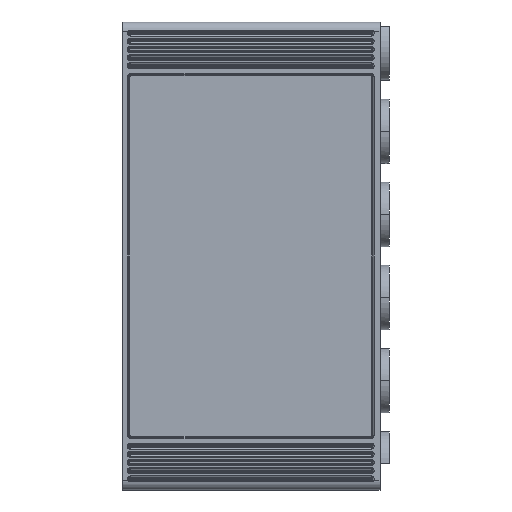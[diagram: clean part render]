
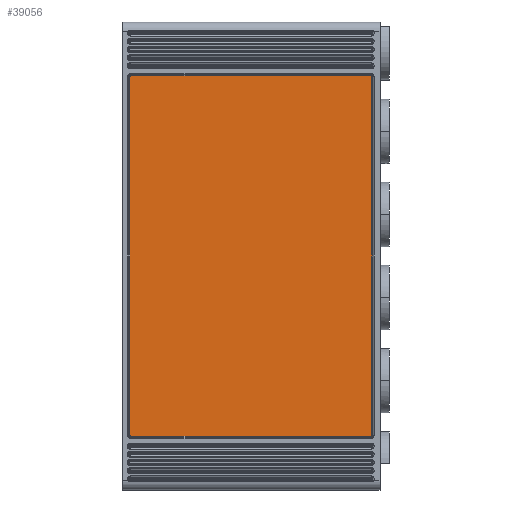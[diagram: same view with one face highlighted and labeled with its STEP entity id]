
A CAD part, left-side view. The second image highlights one B-rep face of the part: STEP entity #39056.
In plain terms, the highlighted planar face has unit normal (-1, 0, 0).
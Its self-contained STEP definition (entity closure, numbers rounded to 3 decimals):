
#11800=CARTESIAN_POINT('',(-148.,8.,-153.));
#11801=DIRECTION('',(1.,0.,0.));
#11802=DIRECTION('',(0.,-1.,0.));
#11803=AXIS2_PLACEMENT_3D('',#11800,#11801,#11802);
#11808=DIRECTION('',(0.,1.,0.));
#11809=VECTOR('',#11808,205.);
#11810=CARTESIAN_POINT('',(-148.,8.,-154.));
#11811=LINE('17126',#11810,#11809);
#11815=CARTESIAN_POINT('',(-148.,213.,-153.));
#11816=DIRECTION('',(1.,0.,0.));
#11817=DIRECTION('',(0.,0.,-1.));
#11818=AXIS2_PLACEMENT_3D('',#11815,#11816,#11817);
#11823=DIRECTION('',(0.,0.,1.));
#11824=VECTOR('',#11823,306.);
#11825=CARTESIAN_POINT('',(-148.,214.,-153.));
#11826=LINE('17130',#11825,#11824);
#11830=CARTESIAN_POINT('',(-148.,213.,153.));
#11831=DIRECTION('',(1.,0.,0.));
#11832=DIRECTION('',(0.,1.,0.));
#11833=AXIS2_PLACEMENT_3D('',#11830,#11831,#11832);
#11838=DIRECTION('',(0.,-1.,0.));
#11839=VECTOR('',#11838,205.);
#11840=CARTESIAN_POINT('',(-148.,213.,154.));
#11841=LINE('17134',#11840,#11839);
#11845=CARTESIAN_POINT('',(-148.,8.,153.));
#11846=DIRECTION('',(1.,0.,0.));
#11847=DIRECTION('',(0.,0.,1.));
#11848=AXIS2_PLACEMENT_3D('',#11845,#11846,#11847);
#11853=DIRECTION('',(0.,0.,-1.));
#11854=VECTOR('',#11853,306.);
#11855=CARTESIAN_POINT('',(-148.,7.,153.));
#11856=LINE('17138',#11855,#11854);
#27196=CARTESIAN_POINT('',(-148.,7.,-153.));
#27197=CARTESIAN_POINT('',(-148.,8.,-154.));
#27198=VERTEX_POINT('',#27196);
#27199=VERTEX_POINT('',#27197);
#27200=CARTESIAN_POINT('',(-148.,213.,-154.));
#27201=VERTEX_POINT('',#27200);
#27202=CARTESIAN_POINT('',(-148.,214.,-153.));
#27203=VERTEX_POINT('',#27202);
#27204=CARTESIAN_POINT('',(-148.,214.,153.));
#27205=VERTEX_POINT('',#27204);
#27206=CARTESIAN_POINT('',(-148.,213.,154.));
#27207=VERTEX_POINT('',#27206);
#27208=CARTESIAN_POINT('',(-148.,8.,154.));
#27209=VERTEX_POINT('',#27208);
#27210=CARTESIAN_POINT('',(-148.,7.,153.));
#27211=VERTEX_POINT('',#27210);
#39041=CARTESIAN_POINT('',(-148.,0.,0.));
#39042=DIRECTION('',(1.,0.,0.));
#39043=DIRECTION('',(0.,0.,-1.));
#39044=AXIS2_PLACEMENT_3D('',#39041,#39042,#39043);
#39045=PLANE('17017',#39044);
#39046=ORIENTED_EDGE('17124',*,*,#38916,.T.);
#39047=ORIENTED_EDGE('17126',*,*,#38930,.T.);
#39048=ORIENTED_EDGE('17128',*,*,#38956,.T.);
#39049=ORIENTED_EDGE('17130',*,*,#38970,.T.);
#39050=ORIENTED_EDGE('17132',*,*,#38996,.T.);
#39051=ORIENTED_EDGE('17134',*,*,#39010,.T.);
#39052=ORIENTED_EDGE('17136',*,*,#39035,.T.);
#39053=ORIENTED_EDGE('17138',*,*,#38901,.T.);
#39054=EDGE_LOOP('17017',(#39046,#39047,#39048,#39049,#39050,#39051,#39052,
#39053));
#39055=FACE_OUTER_BOUND('17017',#39054,.F.);
#39056=ADVANCED_FACE('17017',(#39055),#39045,.F.);
#11804=CIRCLE('17124',#11803,1.);
#11819=CIRCLE('17128',#11818,1.);
#11834=CIRCLE('17132',#11833,1.);
#11849=CIRCLE('17136',#11848,1.);
#38901=EDGE_CURVE('17138',#27211,#27198,#11856,.T.);
#38916=EDGE_CURVE('17124',#27198,#27199,#11804,.T.);
#38930=EDGE_CURVE('17126',#27199,#27201,#11811,.T.);
#38956=EDGE_CURVE('17128',#27201,#27203,#11819,.T.);
#38970=EDGE_CURVE('17130',#27203,#27205,#11826,.T.);
#38996=EDGE_CURVE('17132',#27205,#27207,#11834,.T.);
#39010=EDGE_CURVE('17134',#27207,#27209,#11841,.T.);
#39035=EDGE_CURVE('17136',#27209,#27211,#11849,.T.);
